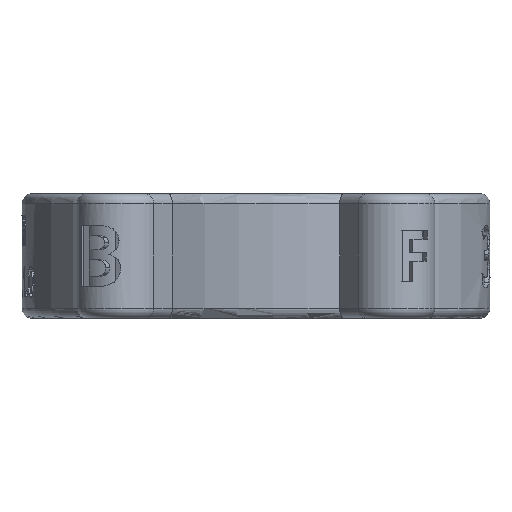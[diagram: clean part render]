
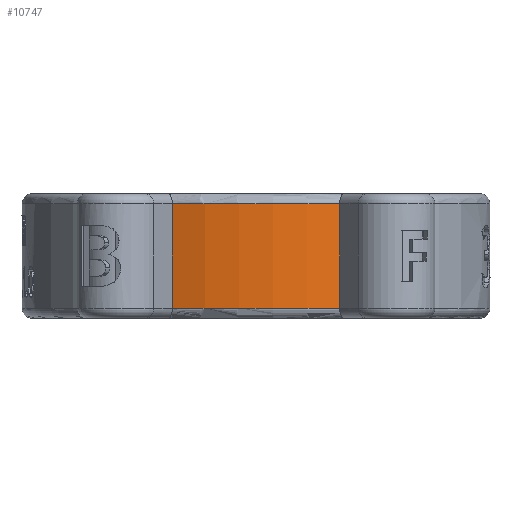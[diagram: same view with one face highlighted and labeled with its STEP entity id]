
A CAD part, front view. The second image highlights one B-rep face of the part: STEP entity #10747.
In plain terms, the highlighted cylindrical face has radius 22.5 mm (diameter 45 mm), a partial arc.
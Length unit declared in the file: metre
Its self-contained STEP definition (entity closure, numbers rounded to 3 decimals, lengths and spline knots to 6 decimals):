
#694=CIRCLE('',#11545,0.0225);
#695=CIRCLE('',#11546,0.0225);
#931=LINE('',#15807,#1673);
#932=LINE('',#15812,#1674);
#1673=VECTOR('',#12474,1.);
#1674=VECTOR('',#12477,1.);
#2783=ORIENTED_EDGE('',*,*,#6192,.T.);
#2784=ORIENTED_EDGE('',*,*,#6193,.T.);
#2785=ORIENTED_EDGE('',*,*,#6194,.F.);
#2786=ORIENTED_EDGE('',*,*,#6195,.T.);
#6192=EDGE_CURVE('',#7885,#7886,#931,.T.);
#6193=EDGE_CURVE('',#7886,#7887,#694,.T.);
#6194=EDGE_CURVE('',#7888,#7887,#932,.T.);
#6195=EDGE_CURVE('',#7888,#7885,#695,.F.);
#7885=VERTEX_POINT('',#15808);
#7886=VERTEX_POINT('',#15809);
#7887=VERTEX_POINT('',#15811);
#7888=VERTEX_POINT('',#15813);
#9271=EDGE_LOOP('',(#2783,#2784,#2785,#2786));
#9960=FACE_BOUND('',#9271,.T.);
#10613=CYLINDRICAL_SURFACE('',#11544,0.0225);
#10747=ADVANCED_FACE('',(#9960),#10613,.T.);
#11544=AXIS2_PLACEMENT_3D('',#15806,#12472,#12473);
#11545=AXIS2_PLACEMENT_3D('',#15810,#12475,#12476);
#11546=AXIS2_PLACEMENT_3D('',#15814,#12478,#12479);
#12472=DIRECTION('',(0.,0.,-1.));
#12473=DIRECTION('',(-1.,0.,0.));
#12474=DIRECTION('',(0.,0.,-1.));
#12475=DIRECTION('',(0.,0.,1.));
#12476=DIRECTION('',(1.,0.,0.));
#12477=DIRECTION('',(0.,0.,-1.));
#12478=DIRECTION('',(0.,0.,1.));
#12479=DIRECTION('',(1.,0.,0.));
#15806=CARTESIAN_POINT('',(0.,0.,0.005));
#15807=CARTESIAN_POINT('',(-0.00805,-0.021011,0.005));
#15808=CARTESIAN_POINT('',(-0.00805,-0.021011,0.005));
#15809=CARTESIAN_POINT('',(-0.00805,-0.021011,-0.005));
#15810=CARTESIAN_POINT('',(0.,0.,-0.005));
#15811=CARTESIAN_POINT('',(0.00805,-0.021011,-0.005));
#15812=CARTESIAN_POINT('',(0.00805,-0.021011,0.005));
#15813=CARTESIAN_POINT('',(0.00805,-0.021011,0.005));
#15814=CARTESIAN_POINT('',(0.,0.,0.005));
